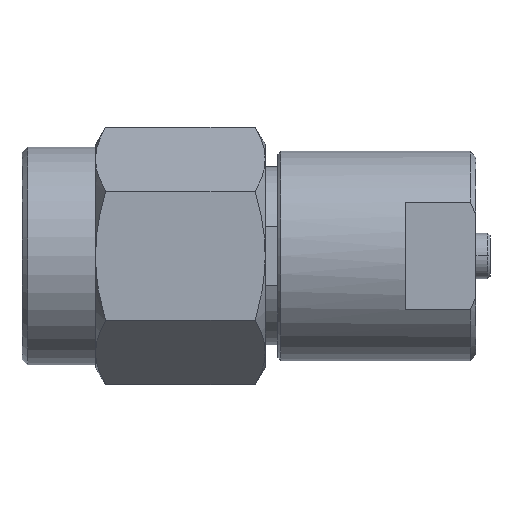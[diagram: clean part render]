
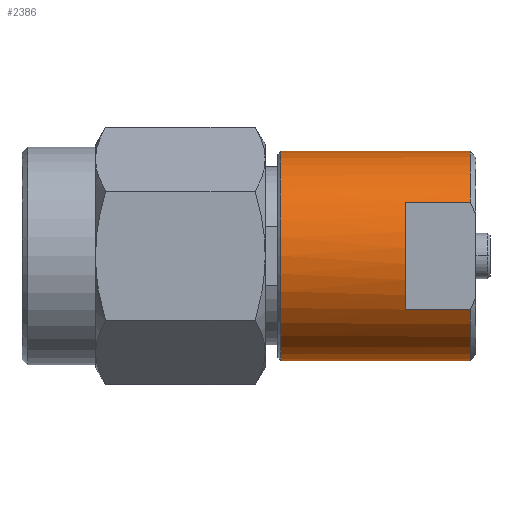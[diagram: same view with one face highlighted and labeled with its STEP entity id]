
A CAD part, top view. The second image highlights one B-rep face of the part: STEP entity #2386.
In plain terms, the highlighted cylindrical face has radius 3.7 mm (diameter 7.4 mm), a partial arc.
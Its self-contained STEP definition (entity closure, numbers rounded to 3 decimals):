
#38 = CIRCLE ( 'NONE', #427, 3.7 ) ;
#63 = EDGE_CURVE ( 'NONE', #971, #1480, #1871, .T. ) ;
#153 = FACE_OUTER_BOUND ( 'NONE', #857, .T. ) ;
#167 = CARTESIAN_POINT ( 'NONE',  ( 16.852, 0., 0. ) ) ;
#212 = DIRECTION ( 'NONE',  ( 0., -0.513, 0.858 ) ) ;
#250 = DIRECTION ( 'NONE',  ( -1., 0., 0. ) ) ;
#299 = CARTESIAN_POINT ( 'NONE',  ( 15.85, 0., 0. ) ) ;
#321 = ORIENTED_EDGE ( 'NONE', *, *, #1543, .T. ) ;
#354 = CARTESIAN_POINT ( 'NONE',  ( 15.85, -3.7, 0. ) ) ;
#427 = AXIS2_PLACEMENT_3D ( 'NONE', #1790, #2215, #212 ) ;
#472 = CARTESIAN_POINT ( 'NONE',  ( 9.15, 3.7, 0. ) ) ;
#510 = DIRECTION ( 'NONE',  ( -1., 0., 0. ) ) ;
#517 = CARTESIAN_POINT ( 'NONE',  ( 15.85, -1.9, 3.175 ) ) ;
#537 = VERTEX_POINT ( 'NONE', #1855 ) ;
#549 = CIRCLE ( 'NONE', #1664, 3.7 ) ;
#558 = EDGE_CURVE ( 'NONE', #1261, #1355, #1120, .T. ) ;
#639 = EDGE_CURVE ( 'NONE', #537, #1355, #2542, .T. ) ;
#733 = LINE ( 'NONE', #1191, #2320 ) ;
#757 = ORIENTED_EDGE ( 'NONE', *, *, #1487, .T. ) ;
#768 = LINE ( 'NONE', #354, #2528 ) ;
#810 = DIRECTION ( 'NONE',  ( -1., 0., 0. ) ) ;
#821 = ORIENTED_EDGE ( 'NONE', *, *, #1143, .F. ) ;
#857 = EDGE_LOOP ( 'NONE', ( #821, #321, #1282, #2200, #1077, #757, #1187, #914 ) ) ;
#914 = ORIENTED_EDGE ( 'NONE', *, *, #1614, .T. ) ;
#968 = CYLINDRICAL_SURFACE ( 'NONE', #1443, 3.7 ) ;
#971 = VERTEX_POINT ( 'NONE', #517 ) ;
#1016 = DIRECTION ( 'NONE',  ( -1., 0., 0. ) ) ;
#1022 = CARTESIAN_POINT ( 'NONE',  ( 15.85, -1.9, 3.175 ) ) ;
#1048 = DIRECTION ( 'NONE',  ( -1., 0., 0. ) ) ;
#1053 = VERTEX_POINT ( 'NONE', #1135 ) ;
#1077 = ORIENTED_EDGE ( 'NONE', *, *, #2419, .F. ) ;
#1083 = VERTEX_POINT ( 'NONE', #1742 ) ;
#1105 = CARTESIAN_POINT ( 'NONE',  ( 15.85, 0., 0. ) ) ;
#1120 = CIRCLE ( 'NONE', #2590, 3.7 ) ;
#1135 = CARTESIAN_POINT ( 'NONE',  ( 15.85, -3.7, 0. ) ) ;
#1143 = EDGE_CURVE ( 'NONE', #1083, #2109, #733, .T. ) ;
#1187 = ORIENTED_EDGE ( 'NONE', *, *, #63, .T. ) ;
#1191 = CARTESIAN_POINT ( 'NONE',  ( 15.85, 1.9, 3.175 ) ) ;
#1199 = DIRECTION ( 'NONE',  ( -1., 0., 0. ) ) ;
#1261 = VERTEX_POINT ( 'NONE', #2005 ) ;
#1282 = ORIENTED_EDGE ( 'NONE', *, *, #639, .T. ) ;
#1355 = VERTEX_POINT ( 'NONE', #472 ) ;
#1443 = AXIS2_PLACEMENT_3D ( 'NONE', #167, #1199, #2414 ) ;
#1480 = VERTEX_POINT ( 'NONE', #2360 ) ;
#1487 = EDGE_CURVE ( 'NONE', #1053, #971, #549, .T. ) ;
#1543 = EDGE_CURVE ( 'NONE', #1083, #537, #2450, .T. ) ;
#1614 = EDGE_CURVE ( 'NONE', #1480, #2109, #38, .T. ) ;
#1664 = AXIS2_PLACEMENT_3D ( 'NONE', #1105, #510, #2184 ) ;
#1742 = CARTESIAN_POINT ( 'NONE',  ( 15.85, 1.9, 3.175 ) ) ;
#1760 = DIRECTION ( 'NONE',  ( 0., 0.513, 0.858 ) ) ;
#1790 = CARTESIAN_POINT ( 'NONE',  ( 13.55, 0., 0. ) ) ;
#1855 = CARTESIAN_POINT ( 'NONE',  ( 15.85, 3.7, 0. ) ) ;
#1871 = LINE ( 'NONE', #1022, #2124 ) ;
#1889 = AXIS2_PLACEMENT_3D ( 'NONE', #299, #1970, #1760 ) ;
#1970 = DIRECTION ( 'NONE',  ( -1., 0., 0. ) ) ;
#2005 = CARTESIAN_POINT ( 'NONE',  ( 9.15, -3.7, 0. ) ) ;
#2050 = CARTESIAN_POINT ( 'NONE',  ( 9.15, 0., 0. ) ) ;
#2074 = VECTOR ( 'NONE', #250, 1000. ) ;
#2109 = VERTEX_POINT ( 'NONE', #2239 ) ;
#2112 = CARTESIAN_POINT ( 'NONE',  ( 15.85, 3.7, 0. ) ) ;
#2124 = VECTOR ( 'NONE', #1048, 1000. ) ;
#2184 = DIRECTION ( 'NONE',  ( 0., -1., 0. ) ) ;
#2200 = ORIENTED_EDGE ( 'NONE', *, *, #558, .F. ) ;
#2215 = DIRECTION ( 'NONE',  ( -1., 0., 0. ) ) ;
#2239 = CARTESIAN_POINT ( 'NONE',  ( 13.55, 1.9, 3.175 ) ) ;
#2320 = VECTOR ( 'NONE', #2423, 1000. ) ;
#2360 = CARTESIAN_POINT ( 'NONE',  ( 13.55, -1.9, 3.175 ) ) ;
#2386 = ADVANCED_FACE ( 'NONE', ( #153 ), #968, .T. ) ;
#2414 = DIRECTION ( 'NONE',  ( 0., 1., 0. ) ) ;
#2419 = EDGE_CURVE ( 'NONE', #1053, #1261, #768, .T. ) ;
#2423 = DIRECTION ( 'NONE',  ( -1., 0., 0. ) ) ;
#2450 = CIRCLE ( 'NONE', #1889, 3.7 ) ;
#2528 = VECTOR ( 'NONE', #810, 1000. ) ;
#2542 = LINE ( 'NONE', #2112, #2074 ) ;
#2590 = AXIS2_PLACEMENT_3D ( 'NONE', #2050, #1016, #2672 ) ;
#2672 = DIRECTION ( 'NONE',  ( 0., -1., 0. ) ) ;
